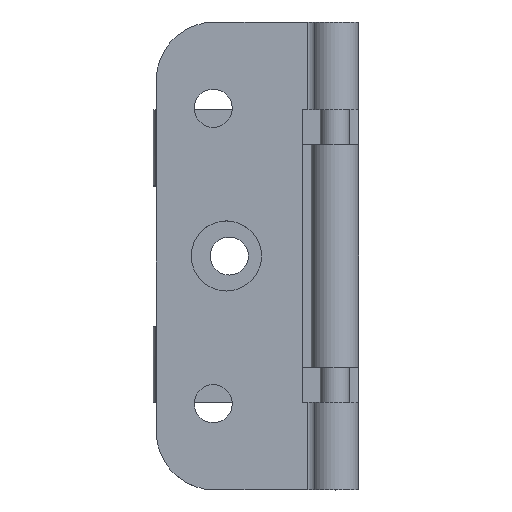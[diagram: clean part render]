
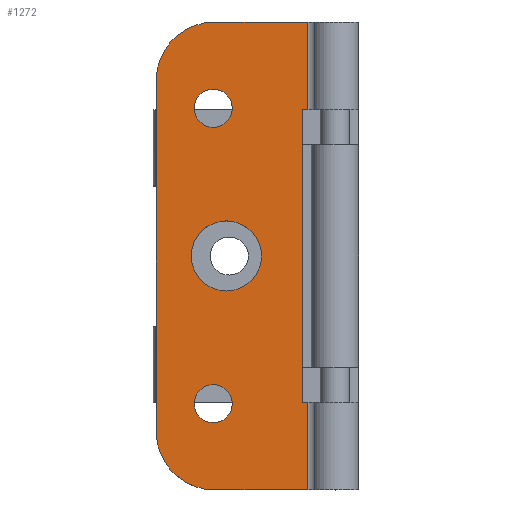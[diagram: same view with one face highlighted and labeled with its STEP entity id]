
A CAD part, top view. The second image highlights one B-rep face of the part: STEP entity #1272.
In plain terms, the highlighted planar face has unit normal (0, 0, 1).
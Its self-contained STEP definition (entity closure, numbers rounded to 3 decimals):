
#91=CIRCLE('',#1432,10.);
#92=CIRCLE('',#1433,10.);
#93=CIRCLE('',#1434,3.25);
#94=CIRCLE('',#1435,3.25);
#95=CIRCLE('',#1436,6.);
#408=ORIENTED_EDGE('',*,*,#648,.F.);
#409=ORIENTED_EDGE('',*,*,#647,.F.);
#410=ORIENTED_EDGE('',*,*,#649,.T.);
#411=ORIENTED_EDGE('',*,*,#650,.T.);
#412=ORIENTED_EDGE('',*,*,#624,.T.);
#413=ORIENTED_EDGE('',*,*,#651,.T.);
#414=ORIENTED_EDGE('',*,*,#652,.F.);
#415=ORIENTED_EDGE('',*,*,#610,.F.);
#416=ORIENTED_EDGE('',*,*,#653,.T.);
#417=ORIENTED_EDGE('',*,*,#654,.T.);
#418=ORIENTED_EDGE('',*,*,#655,.T.);
#419=ORIENTED_EDGE('',*,*,#656,.T.);
#420=ORIENTED_EDGE('',*,*,#657,.T.);
#610=EDGE_CURVE('',#750,#751,#874,.T.);
#624=EDGE_CURVE('',#760,#761,#881,.T.);
#647=EDGE_CURVE('',#778,#777,#893,.T.);
#648=EDGE_CURVE('',#777,#779,#894,.T.);
#649=EDGE_CURVE('',#778,#780,#895,.T.);
#650=EDGE_CURVE('',#780,#760,#91,.T.);
#651=EDGE_CURVE('',#761,#781,#92,.T.);
#652=EDGE_CURVE('',#751,#781,#896,.T.);
#653=EDGE_CURVE('',#750,#782,#897,.T.);
#654=EDGE_CURVE('',#782,#779,#898,.T.);
#655=EDGE_CURVE('',#783,#783,#93,.T.);
#656=EDGE_CURVE('',#784,#784,#94,.T.);
#657=EDGE_CURVE('',#785,#785,#95,.T.);
#750=VERTEX_POINT('',#2091);
#751=VERTEX_POINT('',#2093);
#760=VERTEX_POINT('',#2121);
#761=VERTEX_POINT('',#2122);
#777=VERTEX_POINT('',#2163);
#778=VERTEX_POINT('',#2165);
#779=VERTEX_POINT('',#2169);
#780=VERTEX_POINT('',#2171);
#781=VERTEX_POINT('',#2174);
#782=VERTEX_POINT('',#2177);
#783=VERTEX_POINT('',#2180);
#784=VERTEX_POINT('',#2182);
#785=VERTEX_POINT('',#2184);
#874=LINE('',#2092,#989);
#881=LINE('',#2120,#996);
#893=LINE('',#2166,#1008);
#894=LINE('',#2168,#1009);
#895=LINE('',#2170,#1010);
#896=LINE('',#2175,#1011);
#897=LINE('',#2176,#1012);
#898=LINE('',#2178,#1013);
#989=VECTOR('',#1705,1000.);
#996=VECTOR('',#1736,1000.);
#1008=VECTOR('',#1778,1000.);
#1009=VECTOR('',#1781,1000.);
#1010=VECTOR('',#1782,1000.);
#1011=VECTOR('',#1787,1000.);
#1012=VECTOR('',#1788,1000.);
#1013=VECTOR('',#1789,1000.);
#1075=EDGE_LOOP('',(#408,#409,#410,#411,#412,#413,#414,#415,#416,#417));
#1076=EDGE_LOOP('',(#418));
#1077=EDGE_LOOP('',(#419));
#1078=EDGE_LOOP('',(#420));
#1158=FACE_BOUND('',#1075,.T.);
#1159=FACE_BOUND('',#1076,.T.);
#1160=FACE_BOUND('',#1077,.T.);
#1161=FACE_BOUND('',#1078,.T.);
#1213=PLANE('',#1431);
#1272=ADVANCED_FACE('',(#1158,#1159,#1160,#1161),#1213,.T.);
#1431=AXIS2_PLACEMENT_3D('',#2167,#1779,#1780);
#1432=AXIS2_PLACEMENT_3D('',#2172,#1783,#1784);
#1433=AXIS2_PLACEMENT_3D('',#2173,#1785,#1786);
#1434=AXIS2_PLACEMENT_3D('',#2179,#1790,#1791);
#1435=AXIS2_PLACEMENT_3D('',#2181,#1792,#1793);
#1436=AXIS2_PLACEMENT_3D('',#2183,#1794,#1795);
#1705=DIRECTION('',(0.,-1.,0.));
#1736=DIRECTION('',(0.,-1.,0.));
#1778=DIRECTION('',(0.,-1.,0.));
#1779=DIRECTION('',(0.,0.,1.));
#1780=DIRECTION('',(1.,0.,0.));
#1781=DIRECTION('',(-1.,0.,0.));
#1782=DIRECTION('',(-1.,0.,0.));
#1783=DIRECTION('',(0.,0.,1.));
#1784=DIRECTION('',(1.,0.,0.));
#1785=DIRECTION('',(0.,0.,1.));
#1786=DIRECTION('',(1.,0.,0.));
#1787=DIRECTION('',(-1.,0.,0.));
#1788=DIRECTION('',(-1.,0.,0.));
#1789=DIRECTION('',(0.,1.,0.));
#1790=DIRECTION('',(0.,0.,-1.));
#1791=DIRECTION('',(0.,1.,0.));
#1792=DIRECTION('',(0.,0.,-1.));
#1793=DIRECTION('',(0.,1.,0.));
#1794=DIRECTION('',(0.,0.,-1.));
#1795=DIRECTION('',(0.,1.,0.));
#2091=CARTESIAN_POINT('',(25.89,15.,1.5));
#2092=CARTESIAN_POINT('',(25.89,80.,1.5));
#2093=CARTESIAN_POINT('',(25.89,0.,1.5));
#2120=CARTESIAN_POINT('',(0.,80.,1.5));
#2121=CARTESIAN_POINT('',(0.,70.,1.5));
#2122=CARTESIAN_POINT('',(0.,10.,1.5));
#2163=CARTESIAN_POINT('',(25.89,65.,1.5));
#2165=CARTESIAN_POINT('',(25.89,80.,1.5));
#2166=CARTESIAN_POINT('',(25.89,80.,1.5));
#2167=CARTESIAN_POINT('',(0.,80.,1.5));
#2168=CARTESIAN_POINT('',(0.,65.,1.5));
#2169=CARTESIAN_POINT('',(25.,65.,1.5));
#2170=CARTESIAN_POINT('',(0.,80.,1.5));
#2171=CARTESIAN_POINT('',(10.,80.,1.5));
#2172=CARTESIAN_POINT('',(10.,70.,1.5));
#2173=CARTESIAN_POINT('',(10.,10.,1.5));
#2174=CARTESIAN_POINT('',(10.,0.,1.5));
#2175=CARTESIAN_POINT('',(0.,0.,1.5));
#2176=CARTESIAN_POINT('',(0.,15.,1.5));
#2177=CARTESIAN_POINT('',(25.,15.,1.5));
#2178=CARTESIAN_POINT('',(25.,80.,1.5));
#2179=CARTESIAN_POINT('',(9.75,65.25,1.5));
#2180=CARTESIAN_POINT('',(9.75,68.5,1.5));
#2181=CARTESIAN_POINT('',(9.75,14.75,1.5));
#2182=CARTESIAN_POINT('',(9.75,18.,1.5));
#2183=CARTESIAN_POINT('',(12.,40.,1.5));
#2184=CARTESIAN_POINT('',(12.,46.,1.5));
